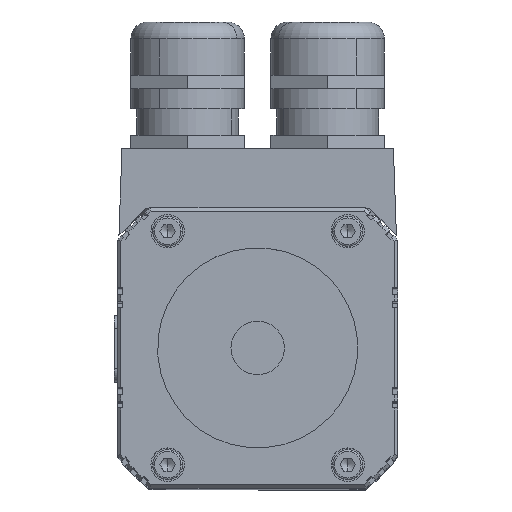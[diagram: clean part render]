
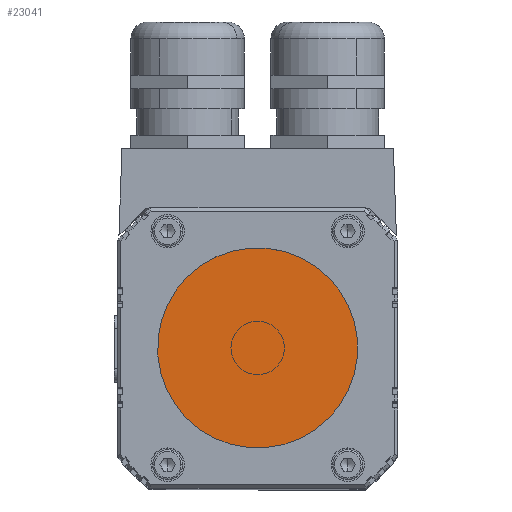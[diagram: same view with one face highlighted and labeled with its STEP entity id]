
A CAD part, top view. The second image highlights one B-rep face of the part: STEP entity #23041.
In plain terms, the highlighted planar face has unit normal (0, 0, 1).
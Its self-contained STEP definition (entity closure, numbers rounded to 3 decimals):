
#51=CARTESIAN_POINT('',(-12.342,-8.524,167.));
#52=VERTEX_POINT('',#51);
#68=CARTESIAN_POINT('',(12.342,8.524,167.));
#69=VERTEX_POINT('',#68);
#76=CARTESIAN_POINT('',(0.,0.,167.));
#77=DIRECTION('',(0.,0.,-1.0));
#78=DIRECTION('',(-0.823,-0.568,0.));
#79=AXIS2_PLACEMENT_3D('',#76,#77,#78);
#80=CIRCLE('',#79,15.0);
#81=EDGE_CURVE('',#69,#52,#80,.T.);
#23026=CARTESIAN_POINT('',(0.,0.,167.));
#23027=DIRECTION('',(0.0,0.0,-1.0));
#23028=DIRECTION('',(-0.823,-0.568,0.0));
#23029=AXIS2_PLACEMENT_3D('',#23026,#23027,#23028);
#23030=PLANE('',#23029);
#23031=ORIENTED_EDGE('',*,*,#81,.F.);
#23032=CARTESIAN_POINT('',(0.,0.,167.));
#23033=DIRECTION('',(0.,0.,-1.0));
#23034=DIRECTION('',(-0.823,-0.568,0.));
#23035=AXIS2_PLACEMENT_3D('',#23032,#23033,#23034);
#23036=CIRCLE('',#23035,15.0);
#23037=EDGE_CURVE('',#52,#69,#23036,.T.);
#23038=ORIENTED_EDGE('',*,*,#23037,.F.);
#23039=EDGE_LOOP('',(#23031,#23038));
#23040=FACE_OUTER_BOUND('',#23039,.T.);
#23041=ADVANCED_FACE('',(#23040),#23030,.F.);
